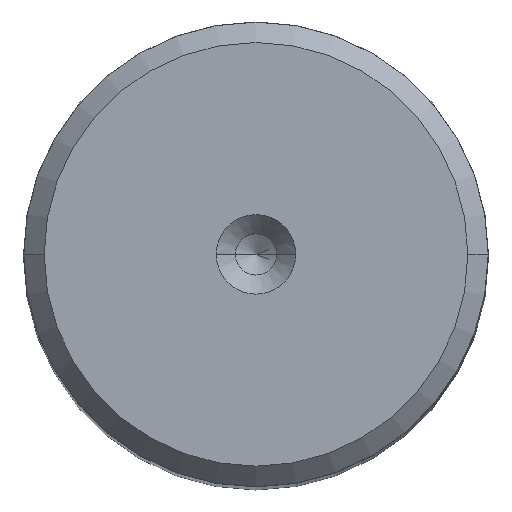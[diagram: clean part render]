
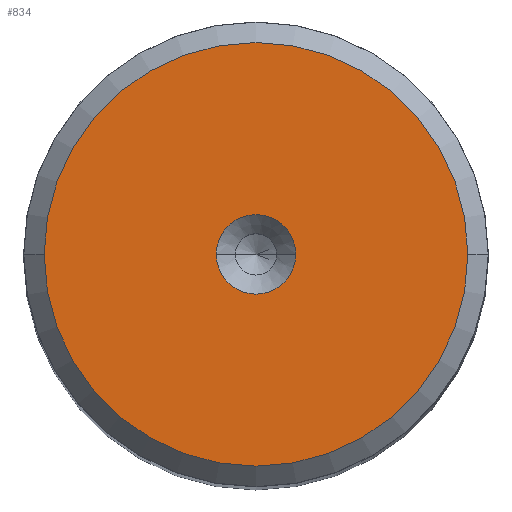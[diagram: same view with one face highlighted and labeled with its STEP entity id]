
A CAD part, top view. The second image highlights one B-rep face of the part: STEP entity #834.
In plain terms, the highlighted planar face has unit normal (0, 0, 1).
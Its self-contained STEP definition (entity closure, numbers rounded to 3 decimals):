
#124 = CARTESIAN_POINT ( 'NONE',  ( -20.514, 0., 180. ) ) ;
#158 = EDGE_LOOP ( 'NONE', ( #530, #756 ) ) ;
#178 = FACE_OUTER_BOUND ( 'NONE', #1772, .T. ) ;
#213 = CARTESIAN_POINT ( 'NONE',  ( -3.85, 0., 180. ) ) ;
#228 = DIRECTION ( 'NONE',  ( 0., 0., 1. ) ) ;
#311 = DIRECTION ( 'NONE',  ( 1., 0., 0. ) ) ;
#443 = CIRCLE ( 'NONE', #1164, 3.85 ) ;
#481 = CIRCLE ( 'NONE', #948, 20.514 ) ;
#530 = ORIENTED_EDGE ( 'NONE', *, *, #1204, .F. ) ;
#591 = AXIS2_PLACEMENT_3D ( 'NONE', #1104, #1295, #627 ) ;
#595 = EDGE_CURVE ( 'NONE', #1966, #2752, #2126, .T. ) ;
#627 = DIRECTION ( 'NONE',  ( 1., 0., 0. ) ) ;
#756 = ORIENTED_EDGE ( 'NONE', *, *, #595, .F. ) ;
#767 = PLANE ( 'NONE',  #1062 ) ;
#778 = ORIENTED_EDGE ( 'NONE', *, *, #2322, .T. ) ;
#834 = ADVANCED_FACE ( 'NONE', ( #2715, #178 ), #767, .T. ) ;
#948 = AXIS2_PLACEMENT_3D ( 'NONE', #2739, #1641, #311 ) ;
#988 = CARTESIAN_POINT ( 'NONE',  ( 0., 0., 180. ) ) ;
#1062 = AXIS2_PLACEMENT_3D ( 'NONE', #988, #1878, #1868 ) ;
#1104 = CARTESIAN_POINT ( 'NONE',  ( 0., 0., 180. ) ) ;
#1147 = DIRECTION ( 'NONE',  ( 1., 0., 0. ) ) ;
#1164 = AXIS2_PLACEMENT_3D ( 'NONE', #1818, #228, #1147 ) ;
#1204 = EDGE_CURVE ( 'NONE', #2752, #1966, #443, .T. ) ;
#1295 = DIRECTION ( 'NONE',  ( 0., 0., 1. ) ) ;
#1297 = CARTESIAN_POINT ( 'NONE',  ( 20.514, 0., 180. ) ) ;
#1450 = VERTEX_POINT ( 'NONE', #124 ) ;
#1641 = DIRECTION ( 'NONE',  ( 0., 0., 1. ) ) ;
#1729 = VERTEX_POINT ( 'NONE', #1297 ) ;
#1772 = EDGE_LOOP ( 'NONE', ( #2789, #778 ) ) ;
#1797 = DIRECTION ( 'NONE',  ( 0., 0., 1. ) ) ;
#1818 = CARTESIAN_POINT ( 'NONE',  ( 0., 0., 180. ) ) ;
#1828 = DIRECTION ( 'NONE',  ( 1., 0., 0. ) ) ;
#1868 = DIRECTION ( 'NONE',  ( 1., 0., 0. ) ) ;
#1878 = DIRECTION ( 'NONE',  ( 0., 0., 1. ) ) ;
#1966 = VERTEX_POINT ( 'NONE', #213 ) ;
#2126 = CIRCLE ( 'NONE', #591, 3.85 ) ;
#2209 = EDGE_CURVE ( 'NONE', #1450, #1729, #481, .T. ) ;
#2322 = EDGE_CURVE ( 'NONE', #1729, #1450, #2324, .T. ) ;
#2324 = CIRCLE ( 'NONE', #2691, 20.514 ) ;
#2691 = AXIS2_PLACEMENT_3D ( 'NONE', #2710, #1797, #1828 ) ;
#2710 = CARTESIAN_POINT ( 'NONE',  ( 0., 0., 180. ) ) ;
#2715 = FACE_BOUND ( 'NONE', #158, .T. ) ;
#2739 = CARTESIAN_POINT ( 'NONE',  ( 0., 0., 180. ) ) ;
#2752 = VERTEX_POINT ( 'NONE', #2839 ) ;
#2789 = ORIENTED_EDGE ( 'NONE', *, *, #2209, .T. ) ;
#2839 = CARTESIAN_POINT ( 'NONE',  ( 3.85, 0., 180. ) ) ;
